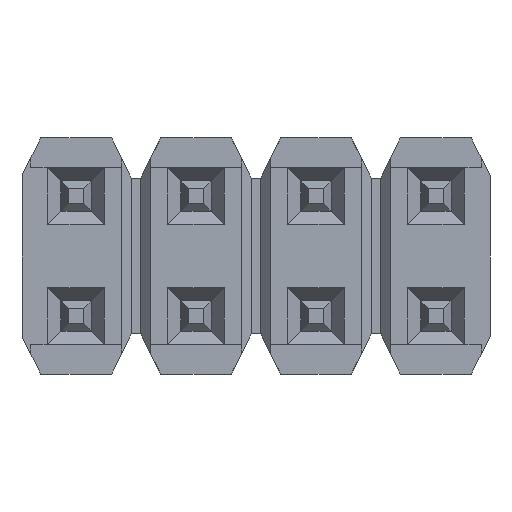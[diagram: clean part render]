
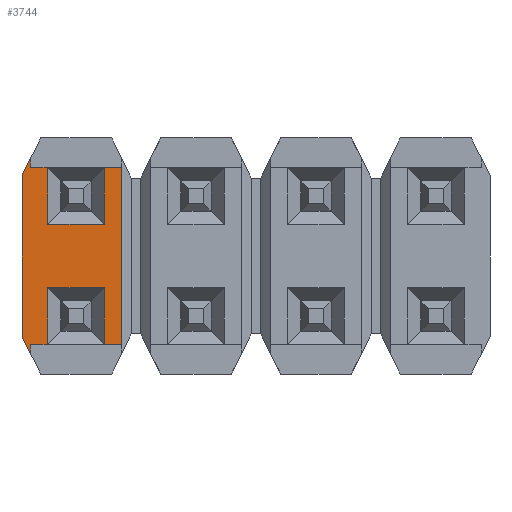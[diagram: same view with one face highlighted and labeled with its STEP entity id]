
A CAD part, front view. The second image highlights one B-rep face of the part: STEP entity #3744.
In plain terms, the highlighted planar face has unit normal (0, -1, 0).
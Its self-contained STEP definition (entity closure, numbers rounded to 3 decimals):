
#193=DIRECTION('',(-0.443,0.,0.897));
#194=VECTOR('',#193,0.429);
#195=CARTESIAN_POINT('',(-6.196,0.602,9.415));
#196=LINE('',#195,#194);
#197=DIRECTION('',(0.443,0.,0.897));
#198=VECTOR('',#197,0.429);
#199=CARTESIAN_POINT('',(-6.386,0.602,13.201));
#200=LINE('',#199,#198);
#201=DIRECTION('',(0.,0.,1.));
#202=VECTOR('',#201,0.209);
#203=CARTESIAN_POINT('',(-6.196,0.602,13.376));
#204=LINE('',#203,#202);
#209=DIRECTION('',(-1.,0.,0.));
#210=VECTOR('',#209,1.91);
#211=CARTESIAN_POINT('',(-4.286,0.602,13.376));
#212=LINE('',#211,#210);
#241=DIRECTION('',(0.,0.,-1.));
#242=VECTOR('',#241,3.401);
#243=CARTESIAN_POINT('',(-6.386,0.602,13.201));
#244=LINE('',#243,#242);
#277=DIRECTION('',(0.,0.,1.));
#278=VECTOR('',#277,3.752);
#279=CARTESIAN_POINT('',(-4.286,0.602,9.624));
#280=LINE('',#279,#278);
#1545=DIRECTION('',(1.,0.,0.));
#1546=VECTOR('',#1545,1.91);
#1547=CARTESIAN_POINT('',(-6.196,0.602,9.624));
#1548=LINE('',#1547,#1546);
#1565=DIRECTION('',(0.,0.,1.));
#1566=VECTOR('',#1565,0.209);
#1567=CARTESIAN_POINT('',(-6.196,0.602,
9.415));
#1568=LINE('',#1567,#1566);
#1569=DIRECTION('',(1.,0.,0.));
#1570=VECTOR('',#1569,1.2);
#1571=CARTESIAN_POINT('',(-5.841,0.602,10.83));
#1572=LINE('',#1571,#1570);
#1573=DIRECTION('',(0.,0.,-1.));
#1574=VECTOR('',#1573,1.2);
#1575=CARTESIAN_POINT('',(-4.641,0.602,10.83));
#1576=LINE('',#1575,#1574);
#1585=DIRECTION('',(-1.,0.,0.));
#1586=VECTOR('',#1585,1.2);
#1587=CARTESIAN_POINT('',(-4.641,0.602,9.63));
#1588=LINE('',#1587,#1586);
#1593=DIRECTION('',(0.,0.,1.));
#1594=VECTOR('',#1593,1.2);
#1595=CARTESIAN_POINT('',(-5.841,0.602,9.63));
#1596=LINE('',#1595,#1594);
#1681=DIRECTION('',(1.,0.,0.));
#1682=VECTOR('',#1681,1.2);
#1683=CARTESIAN_POINT('',(-5.841,0.602,13.37));
#1684=LINE('',#1683,#1682);
#1685=DIRECTION('',(0.,0.,-1.));
#1686=VECTOR('',#1685,1.2);
#1687=CARTESIAN_POINT('',(-4.641,0.602,13.37));
#1688=LINE('',#1687,#1686);
#1697=DIRECTION('',(-1.,0.,0.));
#1698=VECTOR('',#1697,1.2);
#1699=CARTESIAN_POINT('',(-4.641,0.602,12.17));
#1700=LINE('',#1699,#1698);
#1705=DIRECTION('',(0.,0.,1.));
#1706=VECTOR('',#1705,1.2);
#1707=CARTESIAN_POINT('',(-5.841,0.602,12.17));
#1708=LINE('',#1707,#1706);
#2700=CARTESIAN_POINT('',(-6.196,0.602,
9.415));
#2702=VERTEX_POINT('',#2700);
#2703=CARTESIAN_POINT('',(-6.386,0.602,
9.799));
#2704=VERTEX_POINT('',#2703);
#2705=CARTESIAN_POINT('',(-6.196,0.602,13.376));
#2706=CARTESIAN_POINT('',(-6.196,0.602,
13.585));
#2707=VERTEX_POINT('',#2705);
#2708=VERTEX_POINT('',#2706);
#2709=CARTESIAN_POINT('',(-4.286,0.602,13.376));
#2710=VERTEX_POINT('',#2709);
#2711=CARTESIAN_POINT('',(-4.286,0.602,9.624));
#2712=VERTEX_POINT('',#2711);
#2713=CARTESIAN_POINT('',(-6.196,0.602,9.624));
#2714=VERTEX_POINT('',#2713);
#2715=CARTESIAN_POINT('',(-6.386,0.602,
13.201));
#2716=VERTEX_POINT('',#2715);
#2717=CARTESIAN_POINT('',(-5.841,0.602,10.83));
#2718=CARTESIAN_POINT('',(-4.641,0.602,10.83));
#2719=VERTEX_POINT('',#2717);
#2720=VERTEX_POINT('',#2718);
#2721=CARTESIAN_POINT('',(-5.841,0.602,9.63));
#2722=VERTEX_POINT('',#2721);
#2723=CARTESIAN_POINT('',(-4.641,0.602,9.63));
#2724=VERTEX_POINT('',#2723);
#2725=CARTESIAN_POINT('',(-5.841,0.602,13.37));
#2726=CARTESIAN_POINT('',(-4.641,0.602,13.37));
#2727=VERTEX_POINT('',#2725);
#2728=VERTEX_POINT('',#2726);
#2729=CARTESIAN_POINT('',(-5.841,0.602,12.17));
#2730=VERTEX_POINT('',#2729);
#2731=CARTESIAN_POINT('',(-4.641,0.602,12.17));
#2732=VERTEX_POINT('',#2731);
#3702=CARTESIAN_POINT('',(-5.336,0.602,11.5));
#3703=DIRECTION('',(0.,1.,0.));
#3704=DIRECTION('',(0.,0.,1.));
#3705=AXIS2_PLACEMENT_3D('',#3702,#3703,#3704);
#3706=PLANE('',#3705);
#3708=ORIENTED_EDGE('',*,*,#3707,.F.);
#3710=ORIENTED_EDGE('',*,*,#3709,.F.);
#3712=ORIENTED_EDGE('',*,*,#3711,.F.);
#3714=ORIENTED_EDGE('',*,*,#3713,.F.);
#3716=ORIENTED_EDGE('',*,*,#3715,.F.);
#3717=ORIENTED_EDGE('',*,*,#3689,.T.);
#3719=ORIENTED_EDGE('',*,*,#3718,.F.);
#3721=ORIENTED_EDGE('',*,*,#3720,.T.);
#3722=EDGE_LOOP('',(#3708,#3710,#3712,#3714,#3716,#3717,#3719,#3721));
#3723=FACE_OUTER_BOUND('',#3722,.F.);
#3725=ORIENTED_EDGE('',*,*,#3724,.F.);
#3727=ORIENTED_EDGE('',*,*,#3726,.F.);
#3729=ORIENTED_EDGE('',*,*,#3728,.F.);
#3731=ORIENTED_EDGE('',*,*,#3730,.F.);
#3732=EDGE_LOOP('',(#3725,#3727,#3729,#3731));
#3733=FACE_BOUND('',#3732,.F.);
#3735=ORIENTED_EDGE('',*,*,#3734,.F.);
#3737=ORIENTED_EDGE('',*,*,#3736,.F.);
#3739=ORIENTED_EDGE('',*,*,#3738,.F.);
#3741=ORIENTED_EDGE('',*,*,#3740,.F.);
#3742=EDGE_LOOP('',(#3735,#3737,#3739,#3741));
#3743=FACE_BOUND('',#3742,.F.);
#3744=ADVANCED_FACE('',(#3723,#3733,#3743),#3706,.F.);
#3689=EDGE_CURVE('',#2702,#2704,#196,.T.);
#3707=EDGE_CURVE('',#2707,#2708,#204,.T.);
#3709=EDGE_CURVE('',#2710,#2707,#212,.T.);
#3711=EDGE_CURVE('',#2712,#2710,#280,.T.);
#3713=EDGE_CURVE('',#2714,#2712,#1548,.T.);
#3715=EDGE_CURVE('',#2702,#2714,#1568,.T.);
#3718=EDGE_CURVE('',#2716,#2704,#244,.T.);
#3720=EDGE_CURVE('',#2716,#2708,#200,.T.);
#3724=EDGE_CURVE('',#2719,#2720,#1572,.T.);
#3726=EDGE_CURVE('',#2722,#2719,#1596,.T.);
#3728=EDGE_CURVE('',#2724,#2722,#1588,.T.);
#3730=EDGE_CURVE('',#2720,#2724,#1576,.T.);
#3734=EDGE_CURVE('',#2727,#2728,#1684,.T.);
#3736=EDGE_CURVE('',#2730,#2727,#1708,.T.);
#3738=EDGE_CURVE('',#2732,#2730,#1700,.T.);
#3740=EDGE_CURVE('',#2728,#2732,#1688,.T.);
